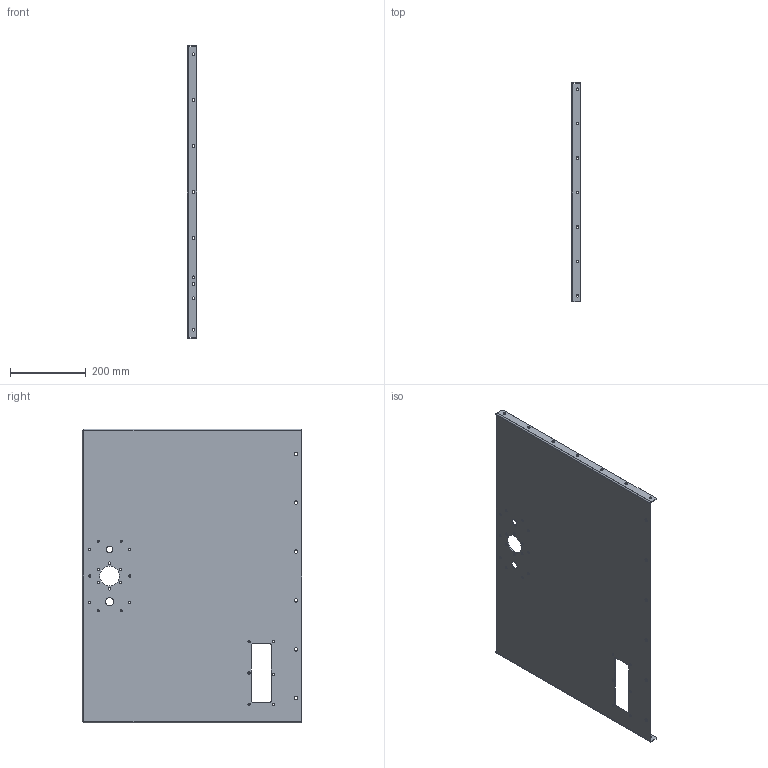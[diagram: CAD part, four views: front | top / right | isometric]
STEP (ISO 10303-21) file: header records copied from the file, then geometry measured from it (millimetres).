
FILE_DESCRIPTION (( 'STEP AP214' ), '1' );
FILE_NAME ('MainSideWallTopCrossFlow.STEP', '2024-10-09T10:46:04', ( '' ), ( '' ), 'SwSTEP 2.0', 'SolidWorks 2024', '' );
FILE_SCHEMA (( 'AUTOMOTIVE_DESIGN' ));
Length unit declared in the file: millimetre
Products named in the file (1): MainSideWallTopCrossFlow
Bounding box: 25 x 578.9 x 775 mm (x, y, z)
Volume: 954840.2 mm3; surface area: 964067.1 mm2
Topology: 1 solids, 1 shells, 152 faces, 426 edges, 276 vertices
Faces by surface type: cylinder 124, plane 28
Entity records: 5249 total; most frequent: DIRECTION 980, CARTESIAN_POINT 855, ORIENTED_EDGE 852, EDGE_CURVE 426, AXIS2_PLACEMENT_3D 401, VERTEX_POINT 276, EDGE_LOOP 262, CIRCLE 248
